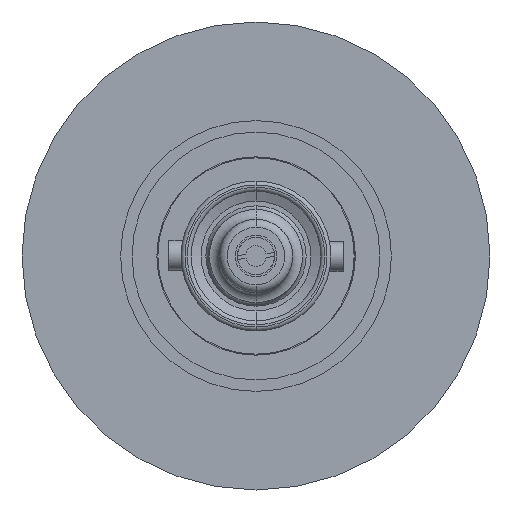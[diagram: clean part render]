
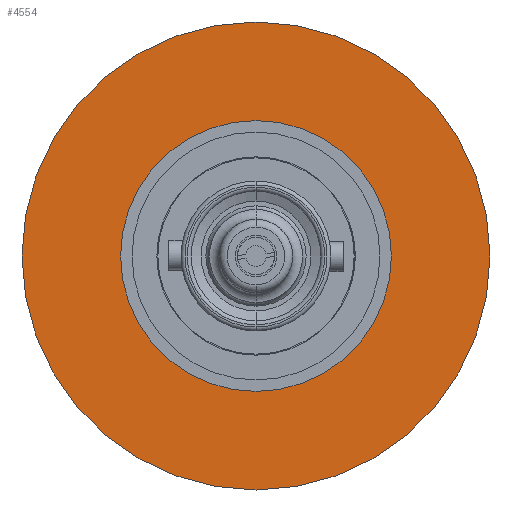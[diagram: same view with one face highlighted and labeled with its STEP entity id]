
A CAD part, front view. The second image highlights one B-rep face of the part: STEP entity #4554.
In plain terms, the highlighted planar face has unit normal (0, -1, 0).
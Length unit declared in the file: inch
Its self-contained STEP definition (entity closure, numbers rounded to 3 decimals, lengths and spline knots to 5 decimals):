
#397 = ORIENTED_EDGE ( 'NONE', *, *, #3867, .F. ) ;
#536 = AXIS2_PLACEMENT_3D ( 'NONE', #1485, #1504, #1505 ) ;
#567 = AXIS2_PLACEMENT_3D ( 'NONE', #1941, #1942, #1943 ) ;
#587 = AXIS2_PLACEMENT_3D ( 'NONE', #6113, #6114, #6115 ) ;
#615 = AXIS2_PLACEMENT_3D ( 'NONE', #4015, #4016, #4017 ) ;
#616 = AXIS2_PLACEMENT_3D ( 'NONE', #4011, #4012, #4013 ) ;
#707 = EDGE_LOOP ( 'NONE', ( #397, #4527 ) ) ;
#710 = EDGE_LOOP ( 'NONE', ( #4457, #4520 ) ) ;
#1485 = CARTESIAN_POINT ( 'NONE',  ( -2.92771, 0., -0.01347 ) ) ;
#1502 = PLANE ( 'NONE',  #536 ) ;
#1504 = DIRECTION ( 'NONE',  ( 0., 1., 0. ) ) ;
#1505 = DIRECTION ( 'NONE',  ( 0., 0., 1. ) ) ;
#1941 = CARTESIAN_POINT ( 'NONE',  ( -2.33787, 0., 0. ) ) ;
#1942 = DIRECTION ( 'NONE',  ( 0., 1., 0. ) ) ;
#1943 = DIRECTION ( 'NONE',  ( 0., 0., -1. ) ) ;
#2424 = VERTEX_POINT ( 'NONE', #3769 ) ;
#2425 = VERTEX_POINT ( 'NONE', #3768 ) ;
#2428 = VERTEX_POINT ( 'NONE', #3765 ) ;
#2429 = VERTEX_POINT ( 'NONE', #3764 ) ;
#2532 = CIRCLE ( 'NONE', #616, 0.3415 ) ;
#2533 = CIRCLE ( 'NONE', #615, 0.59 ) ;
#2586 = CIRCLE ( 'NONE', #587, 0.3415 ) ;
#3764 = CARTESIAN_POINT ( 'NONE',  ( -2.33787, 0., -0.3415 ) ) ;
#3765 = CARTESIAN_POINT ( 'NONE',  ( -2.33787, 0., 0.3415 ) ) ;
#3768 = CARTESIAN_POINT ( 'NONE',  ( -2.33787, 0., -0.59 ) ) ;
#3769 = CARTESIAN_POINT ( 'NONE',  ( -2.33787, 0., 0.59 ) ) ;
#3866 = EDGE_CURVE ( 'NONE', #2429, #2428, #2532, .T. ) ;
#3867 = EDGE_CURVE ( 'NONE', #2425, #2424, #2533, .T. ) ;
#3907 = EDGE_CURVE ( 'NONE', #2428, #2429, #2586, .T. ) ;
#3943 = EDGE_CURVE ( 'NONE', #2424, #2425, #5981, .T. ) ;
#4011 = CARTESIAN_POINT ( 'NONE',  ( -2.33787, 0., 0. ) ) ;
#4012 = DIRECTION ( 'NONE',  ( 0., -1., 0. ) ) ;
#4013 = DIRECTION ( 'NONE',  ( 0., 0., -1. ) ) ;
#4015 = CARTESIAN_POINT ( 'NONE',  ( -2.33787, 0., 0. ) ) ;
#4016 = DIRECTION ( 'NONE',  ( 0., 1., 0. ) ) ;
#4017 = DIRECTION ( 'NONE',  ( 0., 0., -1. ) ) ;
#4457 = ORIENTED_EDGE ( 'NONE', *, *, #3866, .F. ) ;
#4520 = ORIENTED_EDGE ( 'NONE', *, *, #3907, .F. ) ;
#4527 = ORIENTED_EDGE ( 'NONE', *, *, #3943, .F. ) ;
#4554 = ADVANCED_FACE ( 'NONE', ( #6057, #6064 ), #1502, .F. ) ;
#5981 = CIRCLE ( 'NONE', #567, 0.59 ) ;
#6057 = FACE_OUTER_BOUND ( 'NONE', #707, .T. ) ;
#6064 = FACE_BOUND ( 'NONE', #710, .T. ) ;
#6113 = CARTESIAN_POINT ( 'NONE',  ( -2.33787, 0., 0. ) ) ;
#6114 = DIRECTION ( 'NONE',  ( 0., -1., 0. ) ) ;
#6115 = DIRECTION ( 'NONE',  ( 0., 0., -1. ) ) ;
